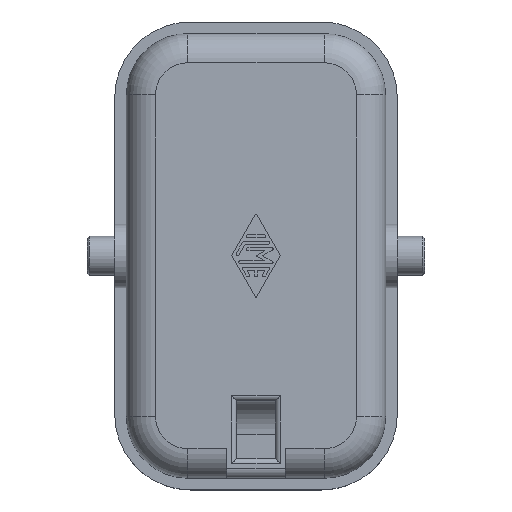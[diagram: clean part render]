
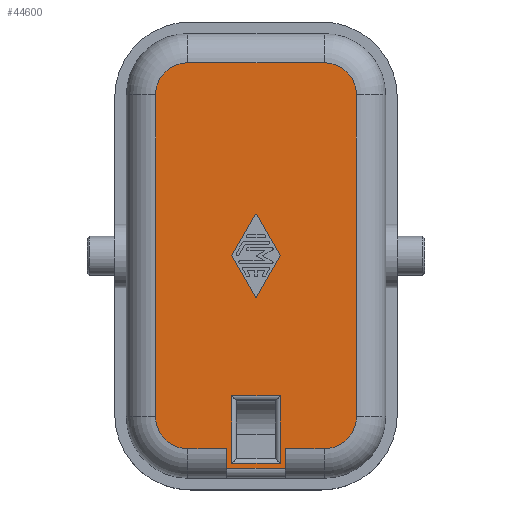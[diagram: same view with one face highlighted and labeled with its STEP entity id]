
A CAD part, top view. The second image highlights one B-rep face of the part: STEP entity #44600.
In plain terms, the highlighted planar face has unit normal (0, 0, 1).
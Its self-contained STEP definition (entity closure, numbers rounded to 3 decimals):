
#1740=CARTESIAN_POINT('',(32.764,46.275,27.6));
#1750=VERTEX_POINT('',#1740);
#1780=CARTESIAN_POINT('',(51.891,46.275,27.6));
#1790=DIRECTION('',(1.,0.,0.));
#1800=VECTOR('',#1790,1.);
#1810=LINE('',#1780,#1800);
#1820=CARTESIAN_POINT('',(36.764,46.275,27.6));
#1830=VERTEX_POINT('',#1820);
#1840=EDGE_CURVE('',#1750,#1830,#1810,.T.);
#17650=CARTESIAN_POINT('',(29.464,82.575,27.6));
#17660=VERTEX_POINT('',#17650);
#17690=CARTESIAN_POINT('',(29.464,74.263,27.6));
#17700=DIRECTION('',(0.,-1.,0.));
#17710=VECTOR('',#17700,1.);
#17720=LINE('',#17690,#17710);
#17730=CARTESIAN_POINT('',(29.464,49.575,27.6));
#17740=VERTEX_POINT('',#17730);
#17750=EDGE_CURVE('',#17660,#17740,#17720,.T.);
#18010=CARTESIAN_POINT('',(32.764,49.575,27.6));
#18020=DIRECTION('',(0.,0.,-1.));
#18030=DIRECTION('',(-1.,0.,0.));
#18040=AXIS2_PLACEMENT_3D('',#18010,#18020,#18030);
#18050=CIRCLE('',#18040,3.3);
#18060=EDGE_CURVE('',#1750,#17740,#18050,.T.);
#18680=CARTESIAN_POINT('',(46.764,46.275,27.6));
#18690=VERTEX_POINT('',#18680);
#18720=CARTESIAN_POINT('',(46.764,49.575,27.6));
#18730=DIRECTION('',(0.,0.,-1.));
#18740=DIRECTION('',(-1.,0.,0.));
#18750=AXIS2_PLACEMENT_3D('',#18720,#18730,#18740);
#18760=CIRCLE('',#18750,3.3);
#18770=CARTESIAN_POINT('',(50.064,49.575,27.6));
#18780=VERTEX_POINT('',#18770);
#18790=EDGE_CURVE('',#18780,#18690,#18760,.T.);
#19050=CARTESIAN_POINT('',(50.064,74.263,27.6));
#19060=DIRECTION('',(0.,1.,0.));
#19070=VECTOR('',#19060,1.);
#19080=LINE('',#19050,#19070);
#19090=CARTESIAN_POINT('',(50.064,82.575,27.6));
#19100=VERTEX_POINT('',#19090);
#19110=EDGE_CURVE('',#18780,#19100,#19080,.T.);
#19370=CARTESIAN_POINT('',(46.764,82.575,27.6));
#19380=DIRECTION('',(0.,0.,-1.));
#19390=DIRECTION('',(-1.,0.,0.));
#19400=AXIS2_PLACEMENT_3D('',#19370,#19380,#19390);
#19410=CIRCLE('',#19400,3.3);
#19420=CARTESIAN_POINT('',(46.764,85.875,27.6));
#19430=VERTEX_POINT('',#19420);
#19440=EDGE_CURVE('',#19430,#19100,#19410,.T.);
#19740=CARTESIAN_POINT('',(32.764,85.875,27.6));
#19750=VERTEX_POINT('',#19740);
#19800=CARTESIAN_POINT('',(51.891,85.875,27.6));
#19810=DIRECTION('',(-1.,0.,0.));
#19820=VECTOR('',#19810,1.);
#19830=LINE('',#19800,#19820);
#19840=EDGE_CURVE('',#19430,#19750,#19830,.T.);
#20020=CARTESIAN_POINT('',(32.764,82.575,27.6));
#20030=DIRECTION('',(0.,0.,-1.));
#20040=DIRECTION('',(-1.,0.,0.));
#20050=AXIS2_PLACEMENT_3D('',#20020,#20030,#20040);
#20060=CIRCLE('',#20050,3.3);
#20070=EDGE_CURVE('',#17660,#19750,#20060,.T.);
#22620=CARTESIAN_POINT('',(42.264,44.775,27.6));
#22630=VERTEX_POINT('',#22620);
#22730=CARTESIAN_POINT('',(42.264,51.712,27.6));
#22740=VERTEX_POINT('',#22730);
#22770=CARTESIAN_POINT('',(42.264,74.263,27.6));
#22780=DIRECTION('',(0.,1.,0.));
#22790=VECTOR('',#22780,1.);
#22800=LINE('',#22770,#22790);
#22810=EDGE_CURVE('',#22630,#22740,#22800,.T.);
#22980=CARTESIAN_POINT('',(37.264,51.712,27.6));
#22990=VERTEX_POINT('',#22980);
#23090=CARTESIAN_POINT('',(37.264,44.775,27.6));
#23100=VERTEX_POINT('',#23090);
#23130=CARTESIAN_POINT('',(37.264,74.263,27.6));
#23140=DIRECTION('',(0.,-1.,0.));
#23150=VECTOR('',#23140,1.);
#23160=LINE('',#23130,#23150);
#23170=EDGE_CURVE('',#22990,#23100,#23160,.T.);
#23370=CARTESIAN_POINT('',(51.891,51.712,27.6));
#23380=DIRECTION('',(-1.,0.,0.));
#23390=VECTOR('',#23380,1.);
#23400=LINE('',#23370,#23390);
#23410=EDGE_CURVE('',#22740,#22990,#23400,.T.);
#24680=CARTESIAN_POINT('',(42.764,46.275,27.6));
#24690=VERTEX_POINT('',#24680);
#24720=EDGE_CURVE('',#24690,#18690,#1810,.T.);
#25130=CARTESIAN_POINT('',(36.764,43.275,27.6));
#25140=DIRECTION('',(0.,1.,0.));
#25150=VECTOR('',#25140,1.);
#25160=LINE('',#25130,#25150);
#25170=CARTESIAN_POINT('',(36.764,44.275,27.6));
#25180=VERTEX_POINT('',#25170);
#25190=EDGE_CURVE('',#25180,#1830,#25160,.T.);
#25970=CARTESIAN_POINT('',(42.764,44.275,27.6));
#25980=VERTEX_POINT('',#25970);
#26010=CARTESIAN_POINT('',(42.764,43.275,27.6));
#26020=DIRECTION('',(0.,1.,0.));
#26030=VECTOR('',#26020,1.);
#26040=LINE('',#26010,#26030);
#26050=EDGE_CURVE('',#25980,#24690,#26040,.T.);
#26270=CARTESIAN_POINT('',(51.891,44.775,27.6));
#26280=DIRECTION('',(1.,0.,0.));
#26290=VECTOR('',#26280,1.);
#26300=LINE('',#26270,#26290);
#26310=EDGE_CURVE('',#23100,#22630,#26300,.T.);
#26490=CARTESIAN_POINT('',(51.891,44.275,27.6));
#26500=DIRECTION('',(-1.,0.,0.));
#26510=VECTOR('',#26500,1.);
#26520=LINE('',#26490,#26510);
#26530=EDGE_CURVE('',#25980,#25180,#26520,.T.);
#42110=CARTESIAN_POINT('',(39.836,70.283,27.6));
#42120=VERTEX_POINT('',#42110);
#42150=CARTESIAN_POINT('',(44.676,61.895,27.6));
#42160=DIRECTION('',(-0.5,0.866,0.));
#42170=VECTOR('',#42160,1.);
#42180=LINE('',#42150,#42170);
#42190=CARTESIAN_POINT('',(42.264,66.075,27.6));
#42200=VERTEX_POINT('',#42190);
#42210=EDGE_CURVE('',#42200,#42120,#42180,.T.);
#42680=CARTESIAN_POINT('',(37.264,66.075,27.6));
#42690=VERTEX_POINT('',#42680);
#42720=CARTESIAN_POINT('',(34.853,61.895,27.6));
#42730=DIRECTION('',(-0.5,-0.866,0.));
#42740=VECTOR('',#42730,1.);
#42750=LINE('',#42720,#42740);
#42760=CARTESIAN_POINT('',(39.692,70.283,27.6));
#42770=VERTEX_POINT('',#42760);
#42780=EDGE_CURVE('',#42770,#42690,#42750,.T.);
#43030=CARTESIAN_POINT('',(39.853,61.895,27.6));
#43040=DIRECTION('',(0.5,0.866,0.));
#43050=VECTOR('',#43040,1.);
#43060=LINE('',#43030,#43050);
#43070=CARTESIAN_POINT('',(39.836,61.867,27.6));
#43080=VERTEX_POINT('',#43070);
#43090=EDGE_CURVE('',#43080,#42200,#43060,.T.);
#43820=CARTESIAN_POINT('',(39.764,61.909,27.6));
#43830=DIRECTION('',(0.,0.,1.));
#43840=DIRECTION('',(0.,-1.,0.));
#43850=AXIS2_PLACEMENT_3D('',#43820,#43830,#43840);
#43860=CIRCLE('',#43850,0.083);
#43870=CARTESIAN_POINT('',(39.764,61.825,27.6));
#43880=VERTEX_POINT('',#43870);
#43890=EDGE_CURVE('',#43880,#43080,#43860,.T.);
#44080=CARTESIAN_POINT('',(36.357,53.799,27.6));
#44090=DIRECTION('',(0.,0.,1.));
#44100=DIRECTION('',(1.,0.,0.));
#44110=AXIS2_PLACEMENT_3D('',#44080,#44090,#44100);
#44120=PLANE('',#44110);
#44130=ORIENTED_EDGE('',*,*,#22810,.F.);
#44140=ORIENTED_EDGE('',*,*,#23410,.F.);
#44150=ORIENTED_EDGE('',*,*,#23170,.F.);
#44160=ORIENTED_EDGE('',*,*,#26310,.F.);
#44170=EDGE_LOOP('',(#44160,#44150,#44140,#44130));
#44180=FACE_BOUND('',#44170,.T.);
#44190=CARTESIAN_POINT('',(39.764,70.242,27.6));
#44200=DIRECTION('',(0.,0.,1.));
#44210=DIRECTION('',(0.,-1.,0.));
#44220=AXIS2_PLACEMENT_3D('',#44190,#44200,#44210);
#44230=CIRCLE('',#44220,0.083);
#44240=CARTESIAN_POINT('',(39.764,70.325,27.6));
#44250=VERTEX_POINT('',#44240);
#44260=EDGE_CURVE('',#42120,#44250,#44230,.T.);
#44270=ORIENTED_EDGE('',*,*,#44260,.F.);
#44280=EDGE_CURVE('',#44250,#42770,#44230,.T.);
#44290=ORIENTED_EDGE('',*,*,#44280,.F.);
#44300=ORIENTED_EDGE('',*,*,#42780,.F.);
#44310=CARTESIAN_POINT('',(39.676,61.895,27.6));
#44320=DIRECTION('',(0.5,-0.866,0.));
#44330=VECTOR('',#44320,1.);
#44340=LINE('',#44310,#44330);
#44350=CARTESIAN_POINT('',(39.692,61.867,27.6));
#44360=VERTEX_POINT('',#44350);
#44370=EDGE_CURVE('',#42690,#44360,#44340,.T.);
#44380=ORIENTED_EDGE('',*,*,#44370,.F.);
#44390=EDGE_CURVE('',#44360,#43880,#43860,.T.);
#44400=ORIENTED_EDGE('',*,*,#44390,.F.);
#44410=ORIENTED_EDGE('',*,*,#43890,.F.);
#44420=ORIENTED_EDGE('',*,*,#43090,.F.);
#44430=ORIENTED_EDGE('',*,*,#42210,.F.);
#44440=EDGE_LOOP('',(#44430,#44420,#44410,#44400,#44380,#44300,#44290,
#44270));
#44450=FACE_BOUND('',#44440,.T.);
#44460=ORIENTED_EDGE('',*,*,#26050,.T.);
#44470=ORIENTED_EDGE('',*,*,#26530,.F.);
#44480=ORIENTED_EDGE('',*,*,#25190,.F.);
#44490=ORIENTED_EDGE('',*,*,#1840,.T.);
#44500=ORIENTED_EDGE('',*,*,#18060,.F.);
#44510=ORIENTED_EDGE('',*,*,#17750,.T.);
#44520=ORIENTED_EDGE('',*,*,#20070,.F.);
#44530=ORIENTED_EDGE('',*,*,#19840,.T.);
#44540=ORIENTED_EDGE('',*,*,#19440,.F.);
#44550=ORIENTED_EDGE('',*,*,#19110,.T.);
#44560=ORIENTED_EDGE('',*,*,#18790,.F.);
#44570=ORIENTED_EDGE('',*,*,#24720,.T.);
#44580=EDGE_LOOP('',(#44570,#44560,#44550,#44540,#44530,#44520,#44510,
#44500,#44490,#44480,#44470,#44460));
#44590=FACE_OUTER_BOUND('',#44580,.T.);
#44600=ADVANCED_FACE('',(#44180,#44450,#44590),#44120,.T.);
